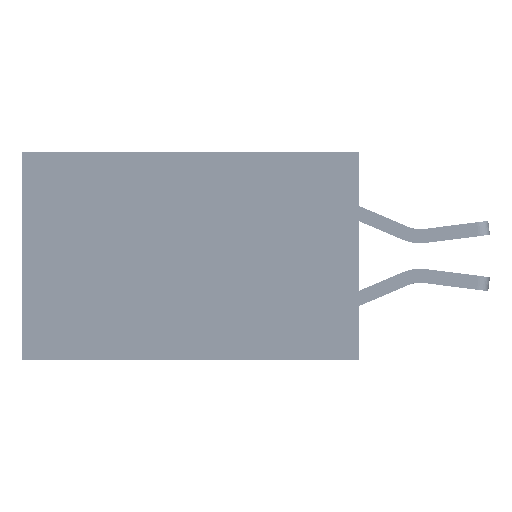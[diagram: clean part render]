
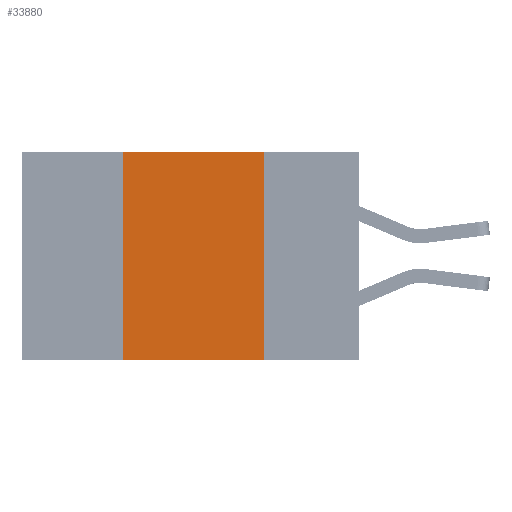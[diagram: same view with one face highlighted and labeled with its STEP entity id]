
A CAD part, left-side view. The second image highlights one B-rep face of the part: STEP entity #33880.
In plain terms, the highlighted planar face has unit normal (-1, 0, 0).
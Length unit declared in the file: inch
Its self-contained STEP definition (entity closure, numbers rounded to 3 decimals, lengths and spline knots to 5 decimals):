
#123 = VECTOR ( 'NONE', #41391, 39.37008 ) ;
#1053 = EDGE_CURVE ( 'NONE', #34360, #29373, #22433, .T. ) ;
#2987 = EDGE_CURVE ( 'NONE', #46801, #34360, #39600, .T. ) ;
#4041 = FACE_OUTER_BOUND ( 'NONE', #26328, .T. ) ;
#5271 = CARTESIAN_POINT ( 'NONE',  ( 0., 0.17, 0. ) ) ;
#9746 = DIRECTION ( 'NONE',  ( 0., -1., 0. ) ) ;
#11179 = CARTESIAN_POINT ( 'NONE',  ( 0., 0.42, 0. ) ) ;
#12754 = CARTESIAN_POINT ( 'NONE',  ( 0., 0.42, 0. ) ) ;
#15557 = VERTEX_POINT ( 'NONE', #19096 ) ;
#18577 = VECTOR ( 'NONE', #38102, 39.37008 ) ;
#19096 = CARTESIAN_POINT ( 'NONE',  ( 0., 0.42, -0.37 ) ) ;
#19291 = AXIS2_PLACEMENT_3D ( 'NONE', #35377, #39493, #46468 ) ;
#21563 = CARTESIAN_POINT ( 'NONE',  ( 0., 0.6, 0. ) ) ;
#21863 = LINE ( 'NONE', #12754, #123 ) ;
#22433 = LINE ( 'NONE', #41857, #18577 ) ;
#22454 = EDGE_CURVE ( 'NONE', #15557, #29373, #32423, .T. ) ;
#26328 = EDGE_LOOP ( 'NONE', ( #40433, #40019, #43158, #29782 ) ) ;
#29373 = VERTEX_POINT ( 'NONE', #41117 ) ;
#29782 = ORIENTED_EDGE ( 'NONE', *, *, #22454, .T. ) ;
#31104 = PLANE ( 'NONE',  #19291 ) ;
#32423 = LINE ( 'NONE', #49458, #41372 ) ;
#33880 = ADVANCED_FACE ( 'NONE', ( #4041 ), #31104, .F. ) ;
#34360 = VERTEX_POINT ( 'NONE', #5271 ) ;
#35377 = CARTESIAN_POINT ( 'NONE',  ( 0., 0.6, 0. ) ) ;
#38102 = DIRECTION ( 'NONE',  ( 0., 0., -1. ) ) ;
#39493 = DIRECTION ( 'NONE',  ( 1., 0., 0. ) ) ;
#39600 = LINE ( 'NONE', #21563, #47234 ) ;
#40019 = ORIENTED_EDGE ( 'NONE', *, *, #2987, .F. ) ;
#40433 = ORIENTED_EDGE ( 'NONE', *, *, #1053, .F. ) ;
#40464 = EDGE_CURVE ( 'NONE', #15557, #46801, #21863, .T. ) ;
#41117 = CARTESIAN_POINT ( 'NONE',  ( 0., 0.17, -0.37 ) ) ;
#41372 = VECTOR ( 'NONE', #45542, 39.37008 ) ;
#41391 = DIRECTION ( 'NONE',  ( 0., 0., 1. ) ) ;
#41857 = CARTESIAN_POINT ( 'NONE',  ( 0., 0.17, 0. ) ) ;
#43158 = ORIENTED_EDGE ( 'NONE', *, *, #40464, .F. ) ;
#45542 = DIRECTION ( 'NONE',  ( 0., -1., 0. ) ) ;
#46468 = DIRECTION ( 'NONE',  ( 0., 0., -1. ) ) ;
#46801 = VERTEX_POINT ( 'NONE', #11179 ) ;
#47234 = VECTOR ( 'NONE', #9746, 39.37008 ) ;
#49458 = CARTESIAN_POINT ( 'NONE',  ( 0., 0.6, -0.37 ) ) ;
